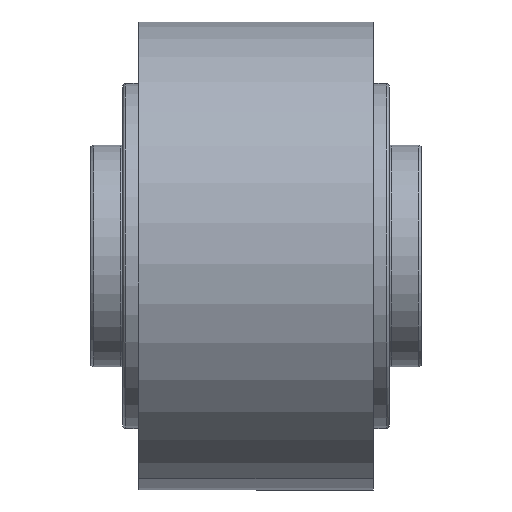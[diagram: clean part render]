
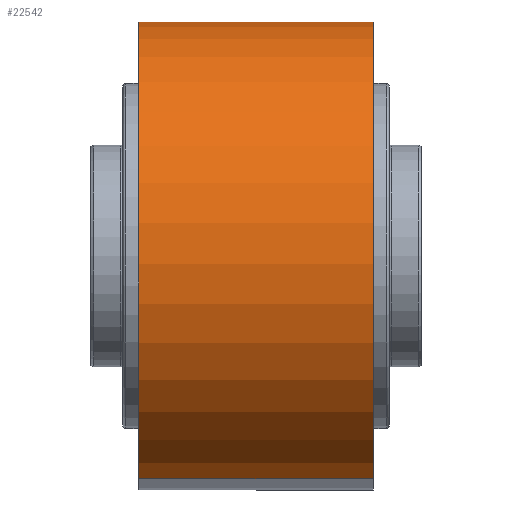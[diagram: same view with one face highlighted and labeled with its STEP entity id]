
A CAD part, top view. The second image highlights one B-rep face of the part: STEP entity #22542.
In plain terms, the highlighted cylindrical face has radius 95 mm (diameter 190 mm), a partial arc.
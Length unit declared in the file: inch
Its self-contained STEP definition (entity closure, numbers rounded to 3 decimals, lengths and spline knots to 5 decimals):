
#20143=CARTESIAN_POINT('',(-1.87008,0.,0.));
#20144=DIRECTION('',(-1.,0.,0.));
#20145=DIRECTION('',(0.,-0.951,0.309));
#20146=AXIS2_PLACEMENT_3D('',#20143,#20144,#20145);
#20363=DIRECTION('',(1.,0.,0.));
#20364=VECTOR('',#20363,3.74016);
#20365=CARTESIAN_POINT('',(-1.87008,3.5571,
-1.15577));
#20366=LINE('',#20365,#20364);
#20367=DIRECTION('',(-1.,0.,0.));
#20368=VECTOR('',#20367,3.74016);
#20369=CARTESIAN_POINT('',(1.87008,-3.5571,
1.15577));
#20370=LINE('',#20369,#20368);
#20371=CARTESIAN_POINT('',(1.87008,0.,0.));
#20372=DIRECTION('',(1.,0.,0.));
#20373=DIRECTION('',(0.,0.951,-0.309));
#20374=AXIS2_PLACEMENT_3D('',#20371,#20372,#20373);
#21894=CARTESIAN_POINT('',(-1.87008,-3.5571,
1.15577));
#21895=CARTESIAN_POINT('',(-1.87008,3.5571,
-1.15577));
#21896=VERTEX_POINT('',#21894);
#21897=VERTEX_POINT('',#21895);
#21898=CARTESIAN_POINT('',(1.87008,3.5571,
-1.15577));
#21899=VERTEX_POINT('',#21898);
#21900=CARTESIAN_POINT('',(1.87008,-3.5571,
1.15577));
#21901=VERTEX_POINT('',#21900);
#22528=CARTESIAN_POINT('',(-1.87008,0.,0.));
#22529=DIRECTION('',(1.,0.,0.));
#22530=DIRECTION('',(0.,-0.951,0.309));
#22531=AXIS2_PLACEMENT_3D('',#22528,#22529,#22530);
#22532=CYLINDRICAL_SURFACE('',#22531,3.74016);
#22534=ORIENTED_EDGE('',*,*,#22533,.T.);
#22535=ORIENTED_EDGE('',*,*,#22336,.T.);
#22537=ORIENTED_EDGE('',*,*,#22536,.T.);
#22539=ORIENTED_EDGE('',*,*,#22538,.T.);
#22540=EDGE_LOOP('',(#22534,#22535,#22537,#22539));
#22541=FACE_OUTER_BOUND('',#22540,.F.);
#20147=CIRCLE('',#20146,3.74016);
#20375=CIRCLE('',#20374,3.74016);
#22336=EDGE_CURVE('',#21896,#21897,#20147,.T.);
#22533=EDGE_CURVE('',#21901,#21896,#20370,.T.);
#22536=EDGE_CURVE('',#21897,#21899,#20366,.T.);
#22538=EDGE_CURVE('',#21899,#21901,#20375,.T.);
#22542=ADVANCED_FACE('',(#22541),#22532,.T.);
